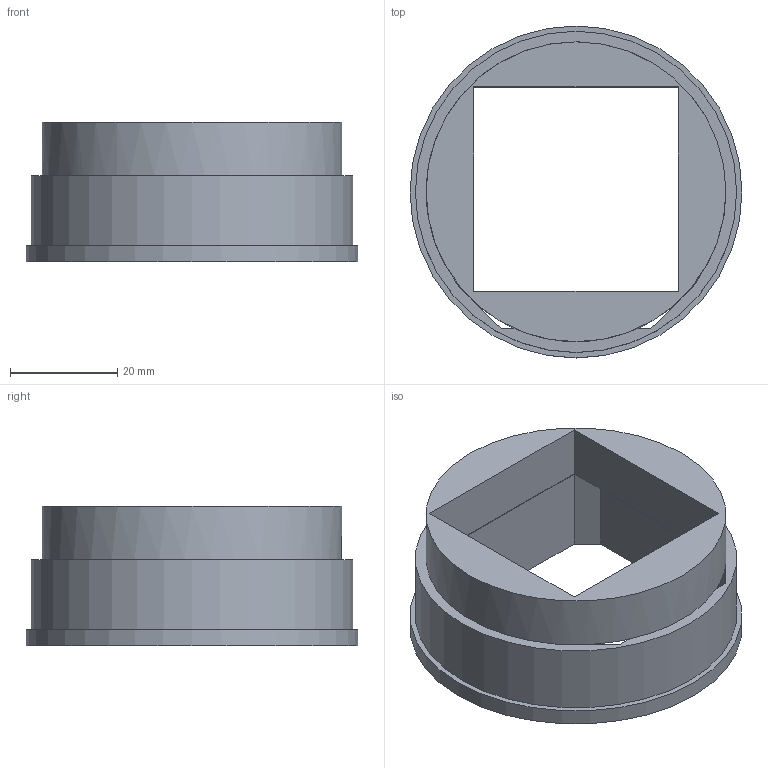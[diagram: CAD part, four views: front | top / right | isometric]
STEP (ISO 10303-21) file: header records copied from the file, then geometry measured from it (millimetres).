
FILE_DESCRIPTION(('FreeCAD Model'),'2;1');
FILE_NAME('Open CASCADE Shape Model','2025-01-20T17:12:43',(''),(''), 'Open CASCADE STEP processor 7.6','FreeCAD','Unknown');
FILE_SCHEMA(('AUTOMOTIVE_DESIGN { 1 0 10303 214 1 1 1 1 }'));
Length unit declared in the file: millimetre
Products named in the file (1): Тіло015
Bounding box: 62 x 62 x 26 mm (x, y, z)
Volume: 24803.5 mm3; surface area: 12088.7 mm2
Topology: 1 solids, 1 shells, 23 faces, 67 edges, 42 vertices
Faces by surface type: plane 20, cylinder 3
Full cylindrical faces by diameter (mm): 56 x1, 60 x1, 62 x1
Entity records: 797 total; most frequent: ORIENTED_EDGE 134, CARTESIAN_POINT 133, DIRECTION 131, EDGE_CURVE 67, LINE 51, VECTOR 51, VERTEX_POINT 42, AXIS2_PLACEMENT_3D 40
